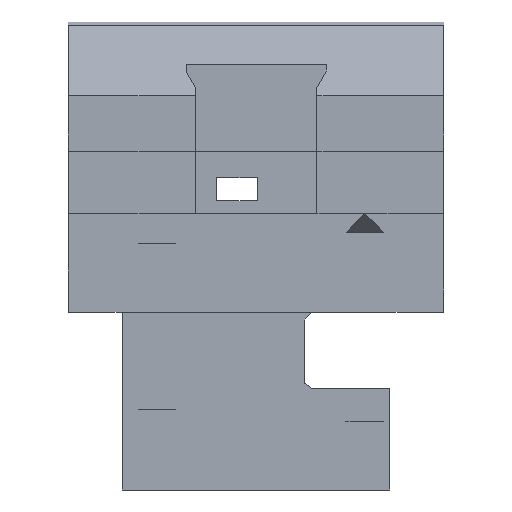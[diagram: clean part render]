
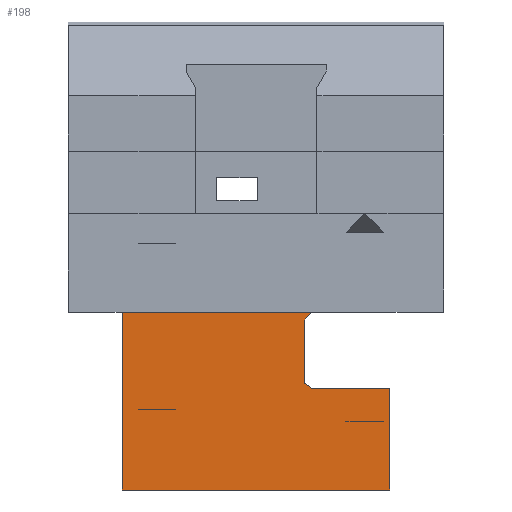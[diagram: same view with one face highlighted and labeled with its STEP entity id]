
A CAD part, front view. The second image highlights one B-rep face of the part: STEP entity #198.
In plain terms, the highlighted planar face has unit normal (0, -1, 0).
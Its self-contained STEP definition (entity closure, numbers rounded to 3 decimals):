
#32=FACE_BOUND('',#575,.T.);
#33=FACE_BOUND('',#576,.T.);
#198=ADVANCED_FACE('',(#377,#32,#33),#2806,.T.);
#377=FACE_OUTER_BOUND('',#574,.T.);
#574=EDGE_LOOP('',(#1382,#1383,#1384,#1385,#1386,#1387,#1388,#1389));
#575=EDGE_LOOP('',(#1390,#1391));
#576=EDGE_LOOP('',(#1392,#1393));
#1382=ORIENTED_EDGE('',*,*,#1897,.F.);
#1383=ORIENTED_EDGE('',*,*,#1898,.F.);
#1384=ORIENTED_EDGE('',*,*,#1714,.F.);
#1385=ORIENTED_EDGE('',*,*,#1709,.F.);
#1386=ORIENTED_EDGE('',*,*,#1899,.T.);
#1387=ORIENTED_EDGE('',*,*,#1699,.F.);
#1388=ORIENTED_EDGE('',*,*,#1695,.F.);
#1389=ORIENTED_EDGE('',*,*,#1499,.F.);
#1390=ORIENTED_EDGE('',*,*,#1706,.F.);
#1391=ORIENTED_EDGE('',*,*,#1717,.T.);
#1392=ORIENTED_EDGE('',*,*,#1760,.F.);
#1393=ORIENTED_EDGE('',*,*,#1764,.T.);
#1499=EDGE_CURVE('',#2403,#2404,#2174,.T.);
#1695=EDGE_CURVE('',#2404,#2572,#2049,.T.);
#1699=EDGE_CURVE('',#2572,#2575,#2273,.T.);
#1706=EDGE_CURVE('',#2582,#2583,#2280,.T.);
#1709=EDGE_CURVE('',#2585,#2586,#2053,.T.);
#1714=EDGE_CURVE('',#2586,#2589,#2058,.T.);
#1717=EDGE_CURVE('',#2582,#2583,#2283,.T.);
#1760=EDGE_CURVE('',#2596,#2597,#2317,.T.);
#1764=EDGE_CURVE('',#2596,#2597,#2321,.T.);
#1897=EDGE_CURVE('',#2544,#2403,#2152,.T.);
#1898=EDGE_CURVE('',#2589,#2544,#2153,.T.);
#1899=EDGE_CURVE('',#2585,#2575,#2154,.T.);
#2049=B_SPLINE_CURVE_WITH_KNOTS('',1,(#4943,#4944),.UNSPECIFIED.,.F.,.F.,
(2,2),(0.,21.167),.UNSPECIFIED.);
#2053=B_SPLINE_CURVE_WITH_KNOTS('',1,(#4985,#4986),.UNSPECIFIED.,.F.,.F.,
(2,2),(0.,34.254),.UNSPECIFIED.);
#2058=B_SPLINE_CURVE_WITH_KNOTS('',1,(#4995,#4996),.UNSPECIFIED.,.F.,.F.,
(2,2),(0.,90.),.UNSPECIFIED.);
#2152=B_SPLINE_CURVE_WITH_KNOTS('',1,(#5745,#5746),.UNSPECIFIED.,.F.,.F.,
(2,2),(-63.709,0.),.UNSPECIFIED.);
#2153=B_SPLINE_CURVE_WITH_KNOTS('',1,(#5747,#5748),.UNSPECIFIED.,.F.,.F.,
(2,2),(-59.745,0.),.UNSPECIFIED.);
#2154=B_SPLINE_CURVE_WITH_KNOTS('',1,(#5749,#5750,#5751),.UNSPECIFIED.,
 .F.,.F.,(2,1,2),(0.,7.977,26.291),.UNSPECIFIED.);
#2174=(
BOUNDED_CURVE()
B_SPLINE_CURVE(2,(#4215,#4216,#4217),.UNSPECIFIED.,.F.,.F.)
B_SPLINE_CURVE_WITH_KNOTS((3,3),(0.,5.187),.UNSPECIFIED.)
CURVE()
GEOMETRIC_REPRESENTATION_ITEM()
RATIONAL_B_SPLINE_CURVE((1.,0.707,1.))
REPRESENTATION_ITEM('')
);
#2273=(
BOUNDED_CURVE()
B_SPLINE_CURVE(2,(#4952,#4953,#4954),.UNSPECIFIED.,.F.,.F.)
B_SPLINE_CURVE_WITH_KNOTS((3,3),(0.,4.184),.UNSPECIFIED.)
CURVE()
GEOMETRIC_REPRESENTATION_ITEM()
RATIONAL_B_SPLINE_CURVE((1.,0.707,1.))
REPRESENTATION_ITEM('')
);
#2280=(
BOUNDED_CURVE()
B_SPLINE_CURVE(2,(#4976,#4977,#4978,#4979,#4980),.UNSPECIFIED.,.F.,.F.)
B_SPLINE_CURVE_WITH_KNOTS((3,2,3),(0.,12.596,25.193),
 .UNSPECIFIED.)
CURVE()
GEOMETRIC_REPRESENTATION_ITEM()
RATIONAL_B_SPLINE_CURVE((1.,0.707,1.,0.707,1.))
REPRESENTATION_ITEM('')
);
#2283=(
BOUNDED_CURVE()
B_SPLINE_CURVE(2,(#5001,#5002,#5003,#5004,#5005),.UNSPECIFIED.,.F.,.F.)
B_SPLINE_CURVE_WITH_KNOTS((3,2,3),(-25.193,-12.596,
0.),.UNSPECIFIED.)
CURVE()
GEOMETRIC_REPRESENTATION_ITEM()
RATIONAL_B_SPLINE_CURVE((1.,0.707,1.,0.707,1.))
REPRESENTATION_ITEM('')
);
#2317=(
BOUNDED_CURVE()
B_SPLINE_CURVE(2,(#5134,#5135,#5136,#5137,#5138),.UNSPECIFIED.,.F.,.F.)
B_SPLINE_CURVE_WITH_KNOTS((3,2,3),(0.,12.596,25.193),
 .UNSPECIFIED.)
CURVE()
GEOMETRIC_REPRESENTATION_ITEM()
RATIONAL_B_SPLINE_CURVE((1.,0.707,1.,0.707,1.))
REPRESENTATION_ITEM('')
);
#2321=(
BOUNDED_CURVE()
B_SPLINE_CURVE(2,(#5151,#5152,#5153,#5154,#5155),.UNSPECIFIED.,.F.,.F.)
B_SPLINE_CURVE_WITH_KNOTS((3,2,3),(-25.193,-12.596,
0.),.UNSPECIFIED.)
CURVE()
GEOMETRIC_REPRESENTATION_ITEM()
RATIONAL_B_SPLINE_CURVE((1.,0.707,1.,0.707,1.))
REPRESENTATION_ITEM('')
);
#2403=VERTEX_POINT('',#3936);
#2404=VERTEX_POINT('',#3937);
#2544=VERTEX_POINT('',#4077);
#2572=VERTEX_POINT('',#4105);
#2575=VERTEX_POINT('',#4108);
#2582=VERTEX_POINT('',#4115);
#2583=VERTEX_POINT('',#4116);
#2585=VERTEX_POINT('',#4118);
#2586=VERTEX_POINT('',#4119);
#2589=VERTEX_POINT('',#4122);
#2596=VERTEX_POINT('',#4129);
#2597=VERTEX_POINT('',#4130);
#2806=PLANE('',#3067);
#3067=AXIS2_PLACEMENT_3D('',#3919,#3205,$);
#3205=DIRECTION('',(0.,-1.,0.));
#3919=CARTESIAN_POINT('',(-54.12,-20.017,65.84));
#3936=CARTESIAN_POINT('',(18.709,-20.017,59.745));
#3937=CARTESIAN_POINT('',(16.186,-20.017,57.081));
#4077=CARTESIAN_POINT('',(-45.,-20.017,59.745));
#4105=CARTESIAN_POINT('',(16.186,-20.017,35.915));
#4108=CARTESIAN_POINT('',(18.709,-20.017,34.254));
#4115=CARTESIAN_POINT('',(30.223,-20.017,23.115));
#4116=CARTESIAN_POINT('',(42.82,-20.017,23.115));
#4118=CARTESIAN_POINT('',(45.,-20.017,34.254));
#4119=CARTESIAN_POINT('',(45.,-20.017,0.));
#4122=CARTESIAN_POINT('',(-45.,-20.017,0.));
#4129=CARTESIAN_POINT('',(-39.515,-20.017,27.089));
#4130=CARTESIAN_POINT('',(-26.919,-20.017,27.089));
#4215=CARTESIAN_POINT('',(18.709,-20.017,59.745));
#4216=CARTESIAN_POINT('',(16.186,-20.017,59.745));
#4217=CARTESIAN_POINT('',(16.186,-20.017,57.081));
#4943=CARTESIAN_POINT('',(16.186,-20.017,57.081));
#4944=CARTESIAN_POINT('',(16.186,-20.017,35.915));
#4952=CARTESIAN_POINT('',(16.186,-20.017,35.915));
#4953=CARTESIAN_POINT('',(16.186,-20.017,34.254));
#4954=CARTESIAN_POINT('',(18.709,-20.017,34.254));
#4976=CARTESIAN_POINT('',(30.223,-20.017,23.115));
#4977=CARTESIAN_POINT('',(30.223,-20.017,16.816));
#4978=CARTESIAN_POINT('',(36.521,-20.017,16.816));
#4979=CARTESIAN_POINT('',(42.82,-20.017,16.816));
#4980=CARTESIAN_POINT('',(42.82,-20.017,23.115));
#4985=CARTESIAN_POINT('',(45.,-20.017,34.254));
#4986=CARTESIAN_POINT('',(45.,-20.017,0.));
#4995=CARTESIAN_POINT('',(45.,-20.017,0.));
#4996=CARTESIAN_POINT('',(-45.,-20.017,0.));
#5001=CARTESIAN_POINT('',(30.223,-20.017,23.115));
#5002=CARTESIAN_POINT('',(30.223,-20.017,29.413));
#5003=CARTESIAN_POINT('',(36.521,-20.017,29.413));
#5004=CARTESIAN_POINT('',(42.82,-20.017,29.413));
#5005=CARTESIAN_POINT('',(42.82,-20.017,23.115));
#5134=CARTESIAN_POINT('',(-39.515,-20.017,27.089));
#5135=CARTESIAN_POINT('',(-39.515,-20.017,20.791));
#5136=CARTESIAN_POINT('',(-33.217,-20.017,20.791));
#5137=CARTESIAN_POINT('',(-26.919,-20.017,20.791));
#5138=CARTESIAN_POINT('',(-26.919,-20.017,27.089));
#5151=CARTESIAN_POINT('',(-39.515,-20.017,27.089));
#5152=CARTESIAN_POINT('',(-39.515,-20.017,33.388));
#5153=CARTESIAN_POINT('',(-33.217,-20.017,33.388));
#5154=CARTESIAN_POINT('',(-26.919,-20.017,33.388));
#5155=CARTESIAN_POINT('',(-26.919,-20.017,27.089));
#5745=CARTESIAN_POINT('',(-45.,-20.017,59.745));
#5746=CARTESIAN_POINT('',(18.709,-20.017,59.745));
#5747=CARTESIAN_POINT('',(-45.,-20.017,0.));
#5748=CARTESIAN_POINT('',(-45.,-20.017,59.745));
#5749=CARTESIAN_POINT('',(45.,-20.017,34.254));
#5750=CARTESIAN_POINT('',(37.023,-20.017,34.254));
#5751=CARTESIAN_POINT('',(18.709,-20.017,34.254));
